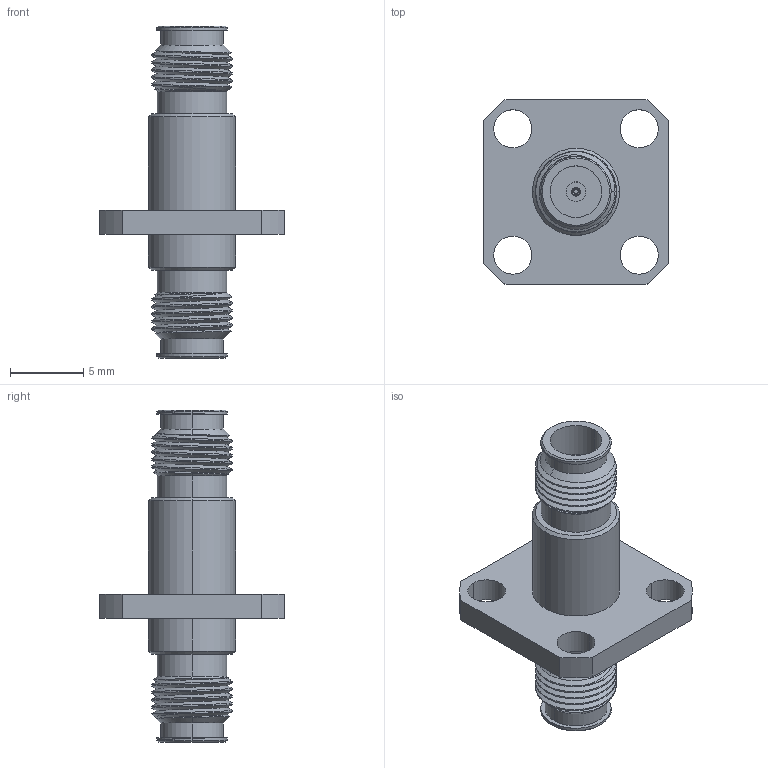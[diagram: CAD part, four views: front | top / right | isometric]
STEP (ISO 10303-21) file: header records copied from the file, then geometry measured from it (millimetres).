
FILE_DESCRIPTION (( 'STEP AP214' ), '1' );
FILE_NAME ('1.35-KKF.STEP', '2024-07-25T07:33:52', ( '' ), ( '' ), 'SwSTEP 2.0', 'SolidWorks 2013', '' );
FILE_SCHEMA (( 'AUTOMOTIVE_DESIGN' ));
Length unit declared in the file: millimetre
Products named in the file (1): 1.35-KKF
Bounding box: 12.7 x 12.7 x 22.7 mm (x, y, z)
Volume: 636.8 mm3; surface area: 965.5 mm2
Topology: 1 solids, 1 shells, 130 faces, 330 edges, 214 vertices
Faces by surface type: cylinder 70, plane 30, cone 22, bspline 8
Entity records: 6628 total; most frequent: CARTESIAN_POINT 3573, ORIENTED_EDGE 660, DIRECTION 614, EDGE_CURVE 330, AXIS2_PLACEMENT_3D 245, VERTEX_POINT 214, EDGE_LOOP 150, FACE_OUTER_BOUND 130
